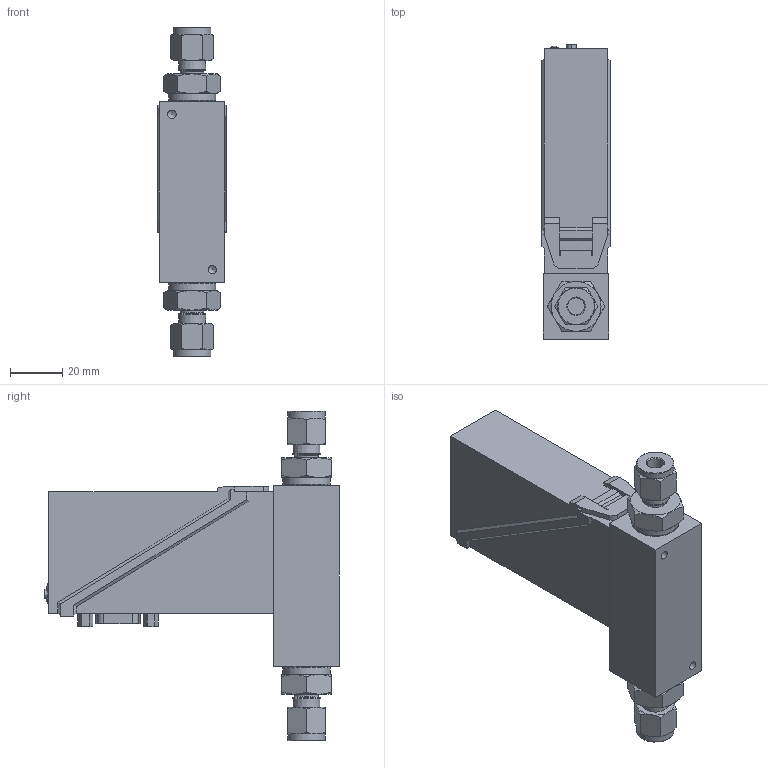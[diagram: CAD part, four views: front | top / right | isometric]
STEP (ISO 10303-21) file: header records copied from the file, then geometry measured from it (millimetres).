
FILE_DESCRIPTION(/* description */ (''),/* implementation_level */ '2;1');
FILE_NAME(/* name */ 'F-111B-xxx-Axx-22-x.stp',/* time_stamp */ '2021-03-15T13:57:15+01:00',/* author */ ('M-Huiskes'),/* organization */ (''),/* preprocessor_version */ 'ST-DEVELOPER v18.1',/* originating_system */ 'Autodesk Inventor 2021',/* authorisation */ '');
FILE_SCHEMA (('AUTOMOTIVE_DESIGN { 1 0 10303 214 3 1 1 }'));
Length unit declared in the file: millimetre
Products named in the file (1): Part5
Bounding box: 26 x 112.56 x 125.8 mm (x, y, z)
Volume: 151755.8 mm3; surface area: 28613.2 mm2
Topology: 1 solids, 13 shells, 544 faces, 1331 edges, 817 vertices
Faces by surface type: plane 281, cone 104, cylinder 97, bspline 32, sphere 22, torus 8
Full cylindrical faces by diameter (mm): 3 x2, 3.242 x2, 5.328 x2, 6.35 x2, 8.997 x2, 14.287 x2, 18.034 x2
Entity records: 15750 total; most frequent: CARTESIAN_POINT 3223, ORIENTED_EDGE 2578, DIRECTION 2522, EDGE_CURVE 1289, AXIS2_PLACEMENT_3D 880, VERTEX_POINT 817, LINE 762, VECTOR 762
